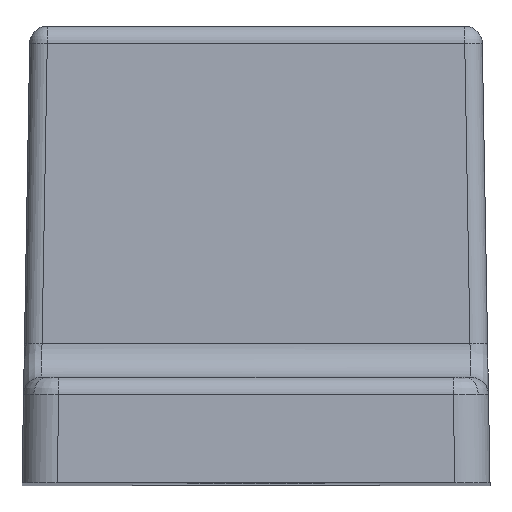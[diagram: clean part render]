
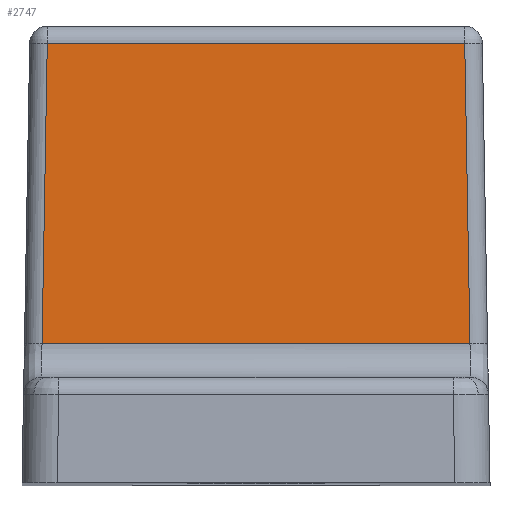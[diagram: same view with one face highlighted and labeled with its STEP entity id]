
A CAD part, top view. The second image highlights one B-rep face of the part: STEP entity #2747.
In plain terms, the highlighted planar face has unit normal (0, 0.018, 1).
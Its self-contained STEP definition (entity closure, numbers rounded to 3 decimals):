
#93 = CARTESIAN_POINT ( 'NONE',  ( 5.932, 12.509, 15.532 ) ) ;
#381 = VERTEX_POINT ( 'NONE', #3117 ) ;
#393 = VERTEX_POINT ( 'NONE', #2886 ) ;
#407 = VERTEX_POINT ( 'NONE', #2995 ) ;
#503 = EDGE_LOOP ( 'NONE', ( #695, #696, #697, #698 ) ) ;
#695 = ORIENTED_EDGE ( 'NONE', *, *, #2651, .T. ) ;
#696 = ORIENTED_EDGE ( 'NONE', *, *, #2662, .T. ) ;
#697 = ORIENTED_EDGE ( 'NONE', *, *, #2655, .T. ) ;
#698 = ORIENTED_EDGE ( 'NONE', *, *, #2663, .T. ) ;
#1535 = DIRECTION ( 'NONE',  ( -0.017, -1., 0.017 ) ) ;
#1536 = CARTESIAN_POINT ( 'NONE',  ( -6.15, -0.009, 15.75 ) ) ;
#1537 = LINE ( 'NONE', #1536, #1901 ) ;
#1538 = DIRECTION ( 'NONE',  ( -0.017, 1., -0.017 ) ) ;
#1548 = CARTESIAN_POINT ( 'NONE',  ( 6.146, 0.223, 15.746 ) ) ;
#1549 = LINE ( 'NONE', #1548, #2134 ) ;
#1563 = DIRECTION ( 'NONE',  ( -1., 0., 0. ) ) ;
#1564 = CARTESIAN_POINT ( 'NONE',  ( -6.65, 12.509, 15.532 ) ) ;
#1565 = LINE ( 'NONE', #1564, #2122 ) ;
#1581 = DIRECTION ( 'NONE',  ( 1., 0., 0. ) ) ;
#1586 = LINE ( 'NONE', #1588, #1818 ) ;
#1588 = CARTESIAN_POINT ( 'NONE',  ( 6.598, 3.983, 15.68 ) ) ;
#1818 = VECTOR ( 'NONE', #1581, 1000. ) ;
#1901 = VECTOR ( 'NONE', #1535, 1000. ) ;
#2078 = AXIS2_PLACEMENT_3D ( 'NONE', #2398, #2463, #2454 ) ;
#2122 = VECTOR ( 'NONE', #1563, 1000. ) ;
#2134 = VECTOR ( 'NONE', #1538, 1000. ) ;
#2392 = PLANE ( 'NONE',  #2078 ) ;
#2398 = CARTESIAN_POINT ( 'NONE',  ( -6.65, 0., 15.75 ) ) ;
#2454 = DIRECTION ( 'NONE',  ( 0., -1., 0.017 ) ) ;
#2463 = DIRECTION ( 'NONE',  ( 0., 0.017, 1. ) ) ;
#2465 = FACE_OUTER_BOUND ( 'NONE', #503, .T. ) ;
#2651 = EDGE_CURVE ( 'NONE', #381, #393, #1586, .T. ) ;
#2655 = EDGE_CURVE ( 'NONE', #2924, #407, #1565, .T. ) ;
#2662 = EDGE_CURVE ( 'NONE', #393, #2924, #1549, .T. ) ;
#2663 = EDGE_CURVE ( 'NONE', #407, #381, #1537, .T. ) ;
#2747 = ADVANCED_FACE ( 'NONE', ( #2465 ), #2392, .T. ) ;
#2886 = CARTESIAN_POINT ( 'NONE',  ( 6.081, 3.983, 15.68 ) ) ;
#2924 = VERTEX_POINT ( 'NONE', #93 ) ;
#2995 = CARTESIAN_POINT ( 'NONE',  ( -5.932, 12.509, 15.532 ) ) ;
#3117 = CARTESIAN_POINT ( 'NONE',  ( -6.081, 3.983, 15.68 ) ) ;
